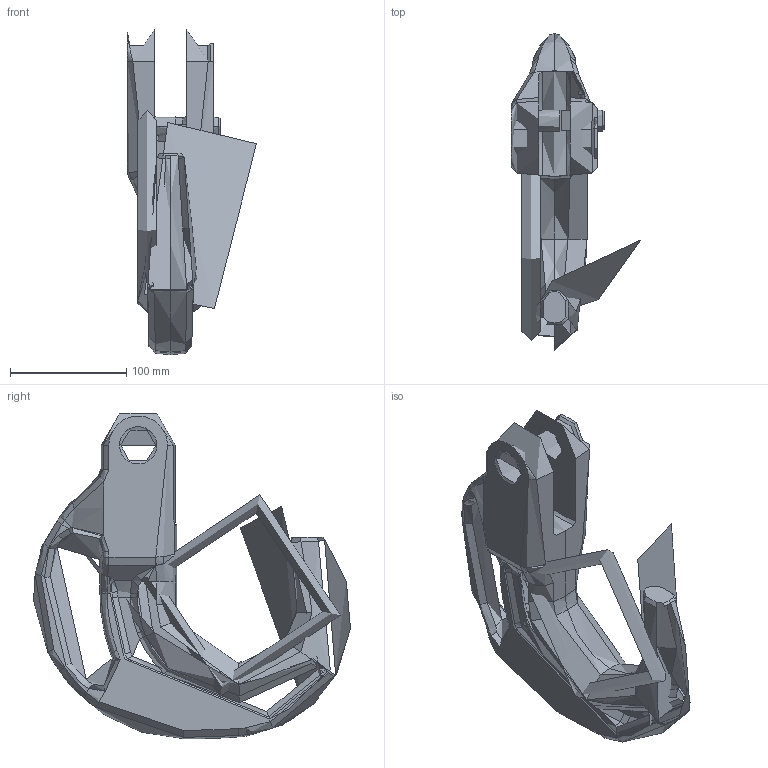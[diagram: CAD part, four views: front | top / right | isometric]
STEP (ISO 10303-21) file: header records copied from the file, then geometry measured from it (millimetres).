
FILE_DESCRIPTION(('CATIA V5 STEP Exchange'),'2;1');
FILE_NAME('X-951-22.stp','2017-06-22T05:40:33+00:00',('none'),('none'),'CATIA Version 5 Release 21 GA (IN-10)','CATIA V5 STEP AP203','none');
FILE_SCHEMA(('CONFIG_CONTROL_DESIGN'));
Products named in the file (1): X-951-22
Assembly tree (3 placements, depth 2):
  X-951-22
    #58
    #18556
    #60838
Bounding box: 111.02 x 272.73 x 280.04 mm (x, y, z)
Volume: 112486.8 mm3
Topology: 2 solids, 7 shells, 317 faces, 798 edges, 466 vertices
Faces by surface type: bspline 185, cone 50, cylinder 38, plane 32, torus 11, sphere 1
Entity records: 61368 total; most frequent: CARTESIAN_POINT 50668, ORIENTED_EDGE 2824, EDGE_CURVE 1412, DIRECTION 1003, B_SPLINE_CURVE_WITH_KNOTS 927, VERTEX_POINT 817, EDGE_LOOP 615, ADVANCED_FACE 599
